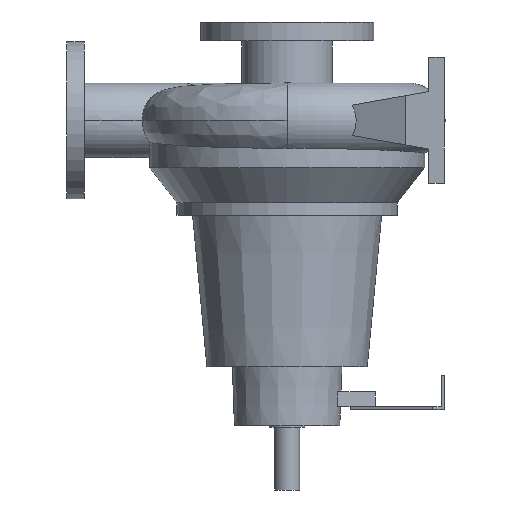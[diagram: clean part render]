
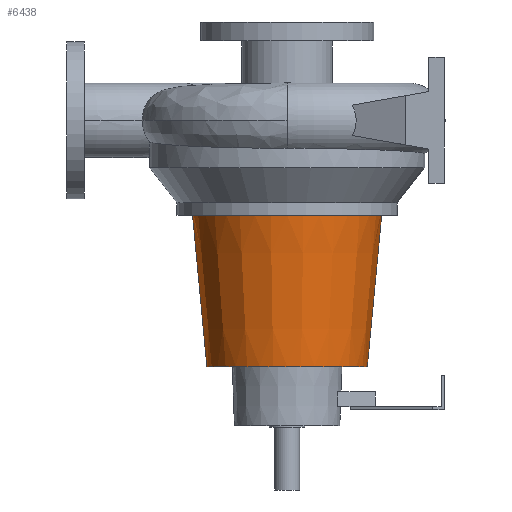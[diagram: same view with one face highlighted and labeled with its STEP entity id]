
A CAD part, left-side view. The second image highlights one B-rep face of the part: STEP entity #6438.
In plain terms, the highlighted conical face has half-angle 5.404 degrees and reference radius 102 mm.
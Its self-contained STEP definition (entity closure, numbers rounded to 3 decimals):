
#103 = CARTESIAN_POINT ( 'NONE',  ( 0., 0., -313. ) ) ;
#1017 = LINE ( 'NONE', #4758, #3619 ) ;
#1129 = CARTESIAN_POINT ( 'NONE',  ( 0., 102., -313. ) ) ;
#1152 = EDGE_LOOP ( 'NONE', ( #4843, #2246, #2677, #6912 ) ) ;
#1315 = CARTESIAN_POINT ( 'NONE',  ( 0., 102., -313. ) ) ;
#1413 = LINE ( 'NONE', #1315, #6372 ) ;
#1458 = DIRECTION ( 'NONE',  ( 0., -1., 0. ) ) ;
#1718 = DIRECTION ( 'NONE',  ( 0., 0., 1. ) ) ;
#1941 = CIRCLE ( 'NONE', #2857, 102. ) ;
#2244 = CARTESIAN_POINT ( 'NONE',  ( 0., -102., -313. ) ) ;
#2246 = ORIENTED_EDGE ( 'NONE', *, *, #5605, .T. ) ;
#2500 = DIRECTION ( 'NONE',  ( 0., 0.094, 0.996 ) ) ;
#2580 = EDGE_CURVE ( 'NONE', #2880, #2593, #1413, .T. ) ;
#2593 = VERTEX_POINT ( 'NONE', #6375 ) ;
#2647 = CONICAL_SURFACE ( 'NONE', #6654, 102., 0.094 ) ;
#2677 = ORIENTED_EDGE ( 'NONE', *, *, #3318, .T. ) ;
#2698 = VERTEX_POINT ( 'NONE', #3640 ) ;
#2857 = AXIS2_PLACEMENT_3D ( 'NONE', #5278, #3729, #4312 ) ;
#2880 = VERTEX_POINT ( 'NONE', #1129 ) ;
#3052 = VERTEX_POINT ( 'NONE', #2244 ) ;
#3204 = DIRECTION ( 'NONE',  ( 0., -0.094, 0.996 ) ) ;
#3318 = EDGE_CURVE ( 'NONE', #3052, #2698, #1017, .T. ) ;
#3332 = FACE_OUTER_BOUND ( 'NONE', #1152, .T. ) ;
#3619 = VECTOR ( 'NONE', #3204, 1000. ) ;
#3640 = CARTESIAN_POINT ( 'NONE',  ( 0., -120.162, -121. ) ) ;
#3729 = DIRECTION ( 'NONE',  ( 0., 0., 1. ) ) ;
#4312 = DIRECTION ( 'NONE',  ( 0., -1., 0. ) ) ;
#4758 = CARTESIAN_POINT ( 'NONE',  ( 0., -102., -313. ) ) ;
#4843 = ORIENTED_EDGE ( 'NONE', *, *, #2580, .F. ) ;
#4943 = CIRCLE ( 'NONE', #5977, 120.162 ) ;
#5278 = CARTESIAN_POINT ( 'NONE',  ( 0., 0., -313. ) ) ;
#5605 = EDGE_CURVE ( 'NONE', #2880, #3052, #1941, .T. ) ;
#5977 = AXIS2_PLACEMENT_3D ( 'NONE', #6382, #6348, #1458 ) ;
#6105 = DIRECTION ( 'NONE',  ( 0., -1., 0. ) ) ;
#6348 = DIRECTION ( 'NONE',  ( 0., 0., 1. ) ) ;
#6372 = VECTOR ( 'NONE', #2500, 1000. ) ;
#6375 = CARTESIAN_POINT ( 'NONE',  ( 0., 120.162, -121. ) ) ;
#6382 = CARTESIAN_POINT ( 'NONE',  ( 0., 0., -121. ) ) ;
#6438 = ADVANCED_FACE ( 'NONE', ( #3332 ), #2647, .T. ) ;
#6654 = AXIS2_PLACEMENT_3D ( 'NONE', #103, #1718, #6105 ) ;
#6780 = EDGE_CURVE ( 'NONE', #2593, #2698, #4943, .T. ) ;
#6912 = ORIENTED_EDGE ( 'NONE', *, *, #6780, .F. ) ;
